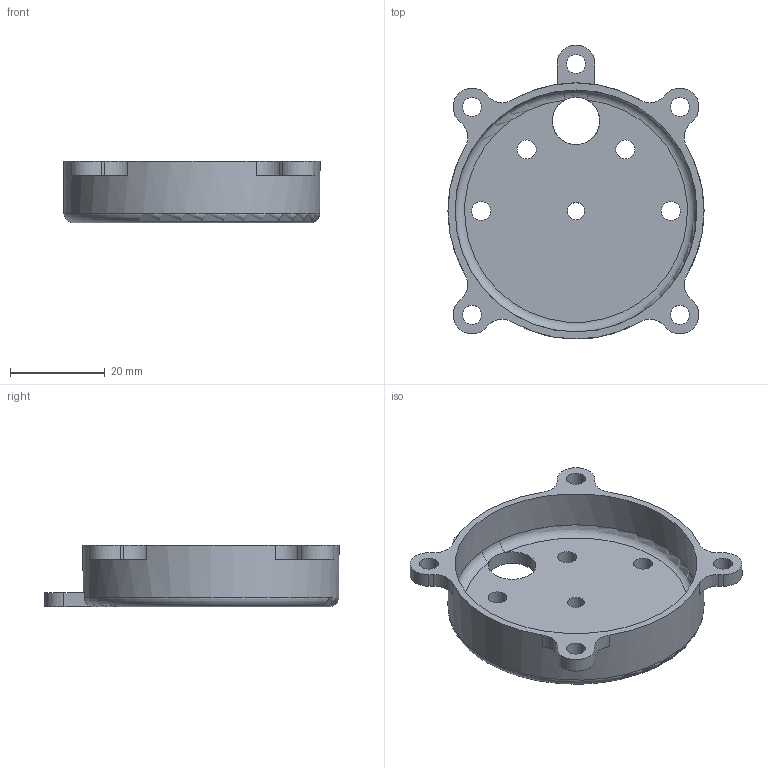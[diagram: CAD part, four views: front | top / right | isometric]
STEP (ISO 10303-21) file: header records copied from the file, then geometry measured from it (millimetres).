
FILE_DESCRIPTION(('STEP AP242'), '1');
FILE_NAME('itemPumpHousingTop', '', ('UNSPECIFIED'), ('UNSPECIFIED'), 'C3D Converter', 'C3D Toolkit', '');
FILE_SCHEMA(('AP242_MANAGED_MODEL_BASED_3D_ENGINEERING_MIM_LF { 1 0 10303 442 1 1 4 }'));
Length unit declared in the file: millimetre
Bounding box: 54 x 62 x 13 mm (x, y, z)
Volume: 9654.2 mm3; surface area: 8957 mm2
Topology: 1 solids, 1 shells, 47 faces, 133 edges, 88 vertices
Faces by surface type: cylinder 26, plane 18, torus 2, bspline 1
Full cylindrical faces by diameter (mm): 3.6 x1, 4 x9, 10 x1, 51 x1, 54 x1
Entity records: 1736 total; most frequent: CARTESIAN_POINT 427, DIRECTION 280, ORIENTED_EDGE 240, EDGE_CURVE 120, AXIS2_PLACEMENT_3D 116, VERTEX_POINT 88, EDGE_LOOP 82, CIRCLE 69
